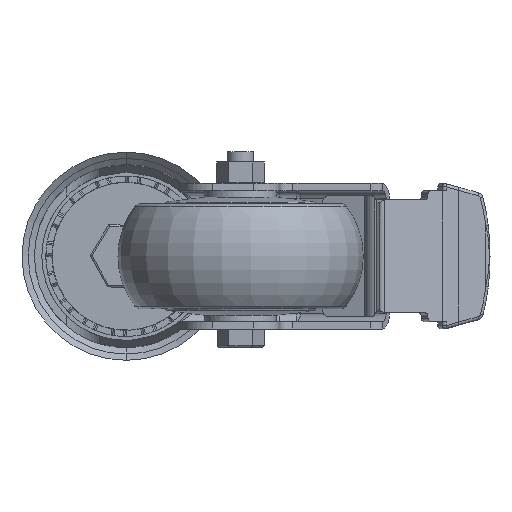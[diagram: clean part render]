
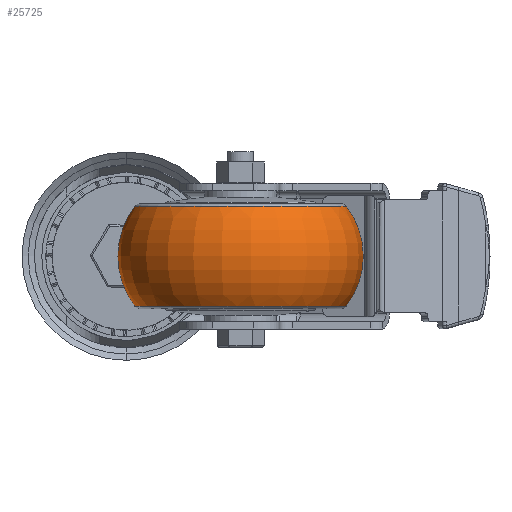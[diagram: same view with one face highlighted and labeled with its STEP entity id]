
A CAD part, front view. The second image highlights one B-rep face of the part: STEP entity #25725.
In plain terms, the highlighted toroidal (fillet/blend) face has major radius 12.5 mm and minor radius 25 mm.
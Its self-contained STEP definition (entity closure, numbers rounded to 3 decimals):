
#411 = VERTEX_POINT ( 'NONE', #1662 ) ;
#1662 = CARTESIAN_POINT ( 'NONE',  ( 67.318, 36.454, -15.217 ) ) ;
#2362 = DIRECTION ( 'NONE',  ( -0.999, 0.032, 0. ) ) ;
#2507 = CARTESIAN_POINT ( 'NONE',  ( 67.318, 36.454, 15.217 ) ) ;
#3167 = AXIS2_PLACEMENT_3D ( 'NONE', #21352, #17045, #2362 ) ;
#3268 = DIRECTION ( 'NONE',  ( -0.999, 0.032, 0. ) ) ;
#3338 = CARTESIAN_POINT ( 'NONE',  ( 22.507, 37.904, 0. ) ) ;
#3560 = CARTESIAN_POINT ( 'NONE',  ( 35., 37.5, -15.217 ) ) ;
#4039 = CIRCLE ( 'NONE', #22596, 25. ) ;
#4281 = DIRECTION ( 'NONE',  ( 0., 0., -1. ) ) ;
#4867 = CARTESIAN_POINT ( 'NONE',  ( 47.493, 37.096, 0. ) ) ;
#5150 = DIRECTION ( 'NONE',  ( 0.999, -0.032, 0. ) ) ;
#8274 = FACE_OUTER_BOUND ( 'NONE', #20898, .T. ) ;
#9713 = DIRECTION ( 'NONE',  ( -0.032, -0.999, 0. ) ) ;
#10801 = ORIENTED_EDGE ( 'NONE', *, *, #27004, .T. ) ;
#10885 = CIRCLE ( 'NONE', #23259, 32.335 ) ;
#11143 = AXIS2_PLACEMENT_3D ( 'NONE', #4867, #25766, #13319 ) ;
#12136 = CARTESIAN_POINT ( 'NONE',  ( 2.682, 38.546, 15.217 ) ) ;
#12295 = VERTEX_POINT ( 'NONE', #15102 ) ;
#13319 = DIRECTION ( 'NONE',  ( -0.999, 0.032, 0. ) ) ;
#14354 = ORIENTED_EDGE ( 'NONE', *, *, #21415, .F. ) ;
#14593 = VERTEX_POINT ( 'NONE', #12136 ) ;
#15102 = CARTESIAN_POINT ( 'NONE',  ( 2.682, 38.546, -15.217 ) ) ;
#16681 = VERTEX_POINT ( 'NONE', #2507 ) ;
#17045 = DIRECTION ( 'NONE',  ( 0., 0., -1. ) ) ;
#18352 = DIRECTION ( 'NONE',  ( 0., 0., -1. ) ) ;
#20360 = ORIENTED_EDGE ( 'NONE', *, *, #24465, .T. ) ;
#20405 = AXIS2_PLACEMENT_3D ( 'NONE', #23244, #4281, #25182 ) ;
#20898 = EDGE_LOOP ( 'NONE', ( #23100, #10801, #20360, #14354 ) ) ;
#21352 = CARTESIAN_POINT ( 'NONE',  ( 35., 37.5, 15.217 ) ) ;
#21415 = EDGE_CURVE ( 'NONE', #411, #12295, #10885, .T. ) ;
#22596 = AXIS2_PLACEMENT_3D ( 'NONE', #3338, #9713, #5150 ) ;
#23081 = CIRCLE ( 'NONE', #11143, 25. ) ;
#23100 = ORIENTED_EDGE ( 'NONE', *, *, #26960, .F. ) ;
#23244 = CARTESIAN_POINT ( 'NONE',  ( 35., 37.5, 0. ) ) ;
#23259 = AXIS2_PLACEMENT_3D ( 'NONE', #3560, #18352, #3268 ) ;
#24465 = EDGE_CURVE ( 'NONE', #14593, #12295, #4039, .T. ) ;
#25182 = DIRECTION ( 'NONE',  ( -0.999, 0.032, 0. ) ) ;
#25725 = ADVANCED_FACE ( 'NONE', ( #8274 ), #25729, .T. ) ;
#25729 = TOROIDAL_SURFACE ( 'NONE', #20405, 12.5, 25. ) ;
#25766 = DIRECTION ( 'NONE',  ( 0.032, 0.999, 0. ) ) ;
#26960 = EDGE_CURVE ( 'NONE', #16681, #411, #23081, .T. ) ;
#27004 = EDGE_CURVE ( 'NONE', #16681, #14593, #27026, .T. ) ;
#27026 = CIRCLE ( 'NONE', #3167, 32.335 ) ;
